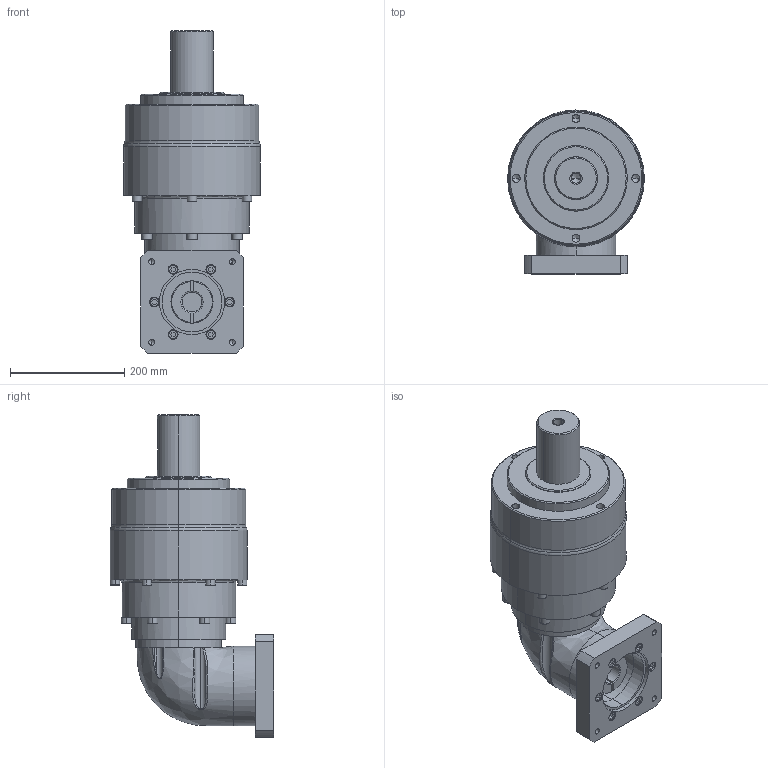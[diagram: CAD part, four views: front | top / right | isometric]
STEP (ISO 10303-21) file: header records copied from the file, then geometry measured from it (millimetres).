
FILE_DESCRIPTION (( 'STEP AP203' ), '1' );
FILE_NAME ('EVL235-L3-35-114.3-200.STEP', '2022-06-27T08:58:41', ( 'PC' ), ( 'Microsoft' ), 'SwSTEP 2.0', 'SolidWorks 2016', '' );
FILE_SCHEMA (( 'CONFIG_CONTROL_DESIGN' ));
Length unit declared in the file: millimetre
Products named in the file (1): EVL235-L3-35-114.3-200
Bounding box: 240 x 287 x 565.7 mm (x, y, z)
Volume: 14506878.4 mm3; surface area: 518534.7 mm2
Topology: 1 solids, 1 shells, 373 faces, 916 edges, 577 vertices
Faces by surface type: plane 190, cylinder 113, torus 32, cone 32, bspline 6
Entity records: 14513 total; most frequent: CARTESIAN_POINT 5555, DIRECTION 1913, ORIENTED_EDGE 1796, EDGE_CURVE 898, AXIS2_PLACEMENT_3D 706, VERTEX_POINT 577, VECTOR 501, LINE 501
